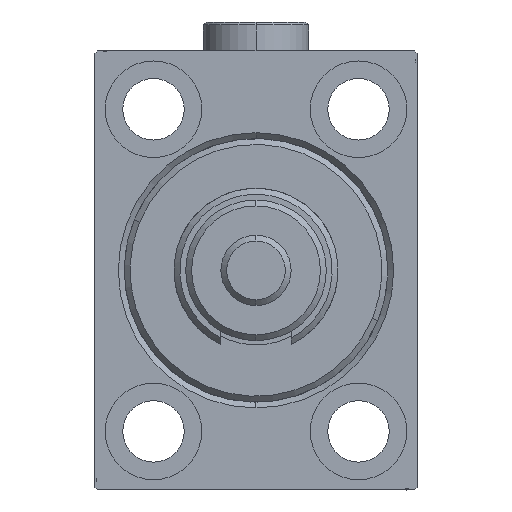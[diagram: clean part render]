
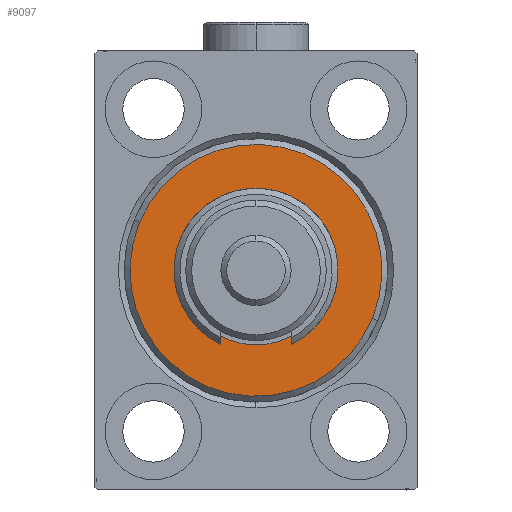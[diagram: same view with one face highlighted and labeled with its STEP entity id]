
A CAD part, left-side view. The second image highlights one B-rep face of the part: STEP entity #9097.
In plain terms, the highlighted face is planar.
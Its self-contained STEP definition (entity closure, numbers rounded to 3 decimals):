
#1945 = CARTESIAN_POINT ( 'NONE',  ( 3., 0., 0. ) ) ;
#2276 = CIRCLE ( 'NONE', #15438, 12.75 ) ;
#2496 = DIRECTION ( 'NONE',  ( -1., 0., 0. ) ) ;
#2569 = CARTESIAN_POINT ( 'NONE',  ( 3., 0., 0. ) ) ;
#2732 = CARTESIAN_POINT ( 'NONE',  ( 3., 0., 0. ) ) ;
#2747 = EDGE_CURVE ( 'NONE', #37896, #4114, #43939, .T. ) ;
#2803 = FACE_BOUND ( 'NONE', #39477, .T. ) ;
#2915 = AXIS2_PLACEMENT_3D ( 'NONE', #10011, #2496, #27961 ) ;
#4114 = VERTEX_POINT ( 'NONE', #8674 ) ;
#5015 = EDGE_CURVE ( 'NONE', #11750, #18742, #34640, .T. ) ;
#6866 = AXIS2_PLACEMENT_3D ( 'NONE', #1945, #31539, #24775 ) ;
#7241 = EDGE_CURVE ( 'NONE', #4114, #37896, #20003, .T. ) ;
#8674 = CARTESIAN_POINT ( 'NONE',  ( 3., 0., -21.5 ) ) ;
#9097 = ADVANCED_FACE ( 'NONE', ( #23919, #2803 ), #28523, .T. ) ;
#9494 = CARTESIAN_POINT ( 'NONE',  ( 3., 0., 12.75 ) ) ;
#9598 = DIRECTION ( 'NONE',  ( 1., 0., 0. ) ) ;
#10011 = CARTESIAN_POINT ( 'NONE',  ( 3., 0., 0. ) ) ;
#11750 = VERTEX_POINT ( 'NONE', #34124 ) ;
#15438 = AXIS2_PLACEMENT_3D ( 'NONE', #2732, #32567, #46697 ) ;
#17365 = DIRECTION ( 'NONE',  ( 0., 0., -1. ) ) ;
#18742 = VERTEX_POINT ( 'NONE', #9494 ) ;
#20003 = CIRCLE ( 'NONE', #6866, 21.5 ) ;
#22980 = AXIS2_PLACEMENT_3D ( 'NONE', #47635, #28191, #43014 ) ;
#23919 = FACE_OUTER_BOUND ( 'NONE', #43043, .T. ) ;
#24775 = DIRECTION ( 'NONE',  ( 0., 0., -1. ) ) ;
#26957 = CARTESIAN_POINT ( 'NONE',  ( 3., 0., 21.5 ) ) ;
#27961 = DIRECTION ( 'NONE',  ( 0., 0., -1. ) ) ;
#28191 = DIRECTION ( 'NONE',  ( 1., 0., 0. ) ) ;
#28523 = PLANE ( 'NONE',  #33137 ) ;
#31539 = DIRECTION ( 'NONE',  ( 1., 0., 0. ) ) ;
#32567 = DIRECTION ( 'NONE',  ( -1., 0., 0. ) ) ;
#33137 = AXIS2_PLACEMENT_3D ( 'NONE', #2569, #9598, #17365 ) ;
#34124 = CARTESIAN_POINT ( 'NONE',  ( 3., 0., -12.75 ) ) ;
#34640 = CIRCLE ( 'NONE', #2915, 12.75 ) ;
#35802 = EDGE_CURVE ( 'NONE', #18742, #11750, #2276, .T. ) ;
#37896 = VERTEX_POINT ( 'NONE', #26957 ) ;
#39477 = EDGE_LOOP ( 'NONE', ( #44757, #43228 ) ) ;
#41010 = ORIENTED_EDGE ( 'NONE', *, *, #2747, .T. ) ;
#43014 = DIRECTION ( 'NONE',  ( 0., 0., -1. ) ) ;
#43043 = EDGE_LOOP ( 'NONE', ( #41010, #43403 ) ) ;
#43228 = ORIENTED_EDGE ( 'NONE', *, *, #5015, .T. ) ;
#43403 = ORIENTED_EDGE ( 'NONE', *, *, #7241, .T. ) ;
#43939 = CIRCLE ( 'NONE', #22980, 21.5 ) ;
#44757 = ORIENTED_EDGE ( 'NONE', *, *, #35802, .T. ) ;
#46697 = DIRECTION ( 'NONE',  ( 0., 0., -1. ) ) ;
#47635 = CARTESIAN_POINT ( 'NONE',  ( 3., 0., 0. ) ) ;
